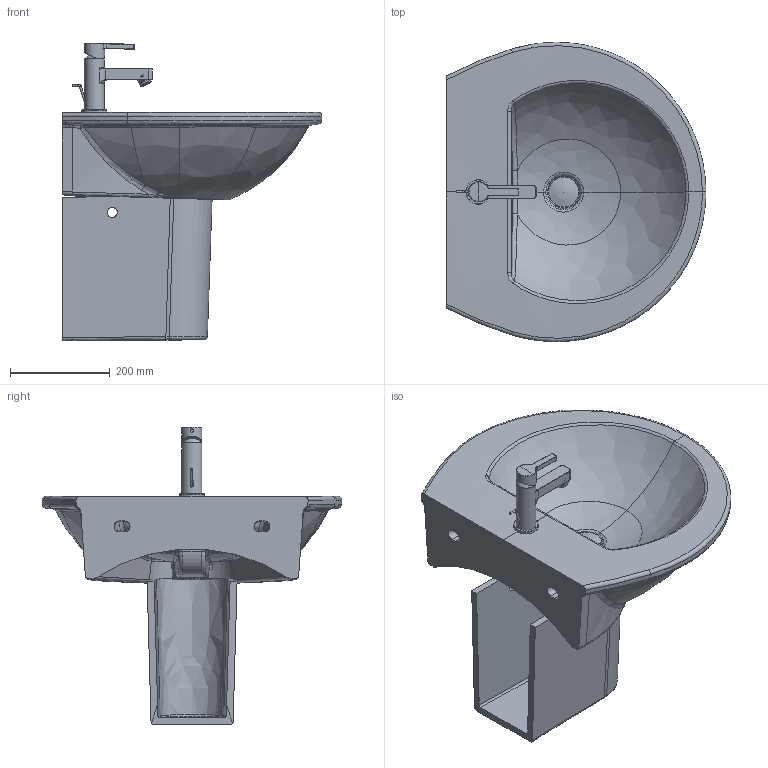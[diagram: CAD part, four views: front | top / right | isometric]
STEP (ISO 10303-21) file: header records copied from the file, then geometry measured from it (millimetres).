
FILE_DESCRIPTION((''),'2;1');
FILE_NAME('262160_085825.stp','2011-05-18T18:53:11',('Administrator'),(''),'Autodesk Inventor 2011','Autodesk Inventor 2011','');
FILE_SCHEMA(('AUTOMOTIVE_DESIGN { 1 0 10303 214 1 1 1 1 }'));
Length unit declared in the file: millimetre
Products named in the file (13): 262160_085825; 262160; Armatur Aufsatzbecken 049747; Sieb; Griff; Fassung Sieb; Gehäuse; Ring; Gleitring; Hebel; Kelch; Stopfen; 085825
Assembly tree (12 placements, depth 3):
  262160_085825
    262160
    Armatur Aufsatzbecken 049747
      Sieb
      Griff
      Fassung Sieb
      Gehäuse
      Ring
      Gleitring
      Hebel
    Kelch
    Stopfen
    085825
Bounding box: 519.75 x 599.34 x 595.64 mm (x, y, z)
Volume: 18186960.5 mm3; surface area: 1419552.3 mm2
Topology: 4 solids, 11 shells, 696 faces, 2228 edges, 1418 vertices
Faces by surface type: plane 344, bspline 217, cylinder 96, torus 23, cone 14, sphere 2
Full cylindrical faces by diameter (mm): 1.039 x1, 4 x2, 4.3 x1, 5.2 x1, 5.5 x1, 6.5 x1, 10.5 x1, 12.5 x1, 13.905 x1, 17 x1, 17.773 x1, 18 x1, 20 x2, 20.15 x1, 23.15 x1, 24 x1, 24.5 x1, 35 x2, 40 x2, 42 x1, 44 x1, 48 x1, 49.5 x1, 60 x1
Entity records: 55670 total; most frequent: CARTESIAN_POINT 36737, ORIENTED_EDGE 3897, DIRECTION 3436, EDGE_CURVE 2160, VERTEX_POINT 1401, AXIS2_PLACEMENT_3D 1223, VECTOR 990, LINE 990
